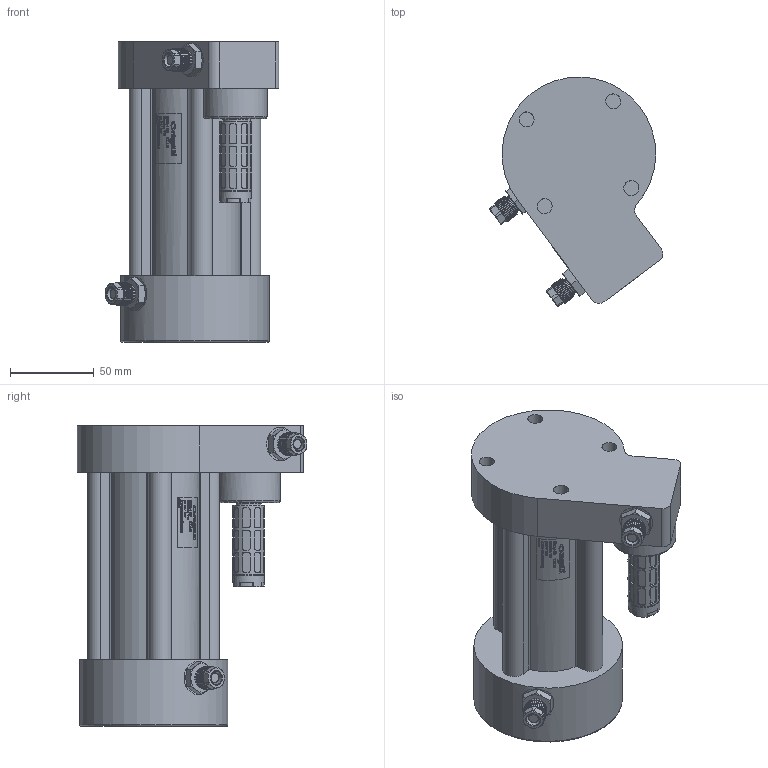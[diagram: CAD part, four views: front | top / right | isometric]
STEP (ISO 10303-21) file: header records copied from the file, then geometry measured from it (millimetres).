
FILE_DESCRIPTION(/* description */ (''),/* implementation_level */ '2;1');
FILE_NAME(/* name */ '00114-09-Dummy.stp',/* time_stamp */ '2021-11-16T13:25:35+01:00',/* author */ ('CAD4'),/* organization */ (''),/* preprocessor_version */ 'ST-DEVELOPER v18.1',/* originating_system */ 'Autodesk Inventor 2022',/* authorisation */ '');
FILE_SCHEMA (('AUTOMOTIVE_DESIGN { 1 0 10303 214 3 1 1 }'));
Length unit declared in the file: millimetre
Products named in the file (1): 00114-09-Dummy
Bounding box: 104.01 x 137.68 x 180 mm (x, y, z)
Volume: 860515.1 mm3; surface area: 85005.5 mm2
Topology: 1 solids, 1 shells, 722 faces, 2543 edges, 1958 vertices
Faces by surface type: plane 346, cylinder 322, cone 42, torus 12
Full cylindrical faces by diameter (mm): 6 x2, 8.2 x2, 9 x4, 10.4 x2, 12 x2, 15 x1, 18.8 x1, 19 x2, 20 x1, 38 x1, 89 x1
Entity records: 37692 total; most frequent: CARTESIAN_POINT 14956, ORIENTED_EDGE 5086, DIRECTION 4122, EDGE_CURVE 2543, VERTEX_POINT 1958, AXIS2_PLACEMENT_3D 1590, LINE 942, VECTOR 942
